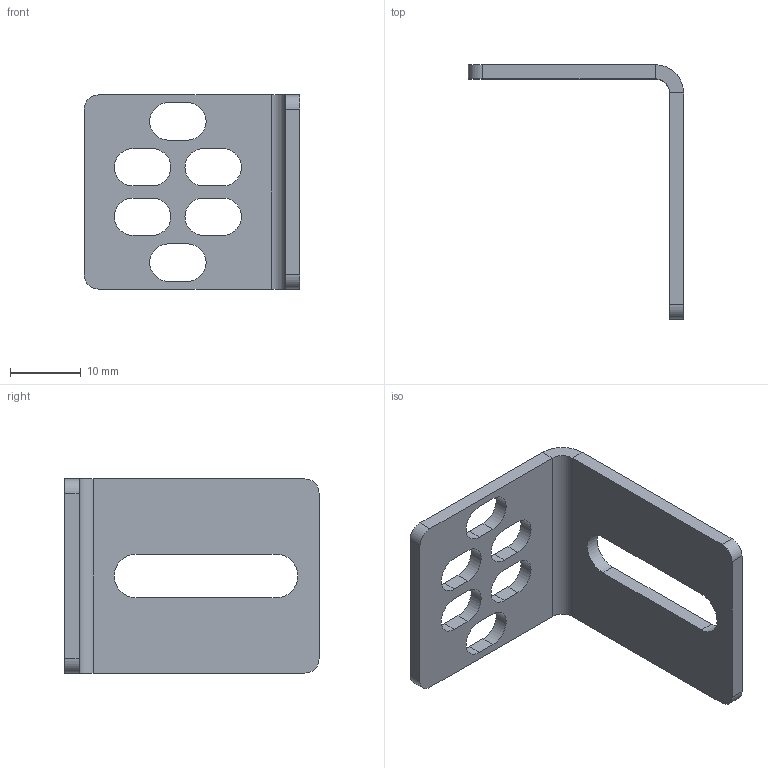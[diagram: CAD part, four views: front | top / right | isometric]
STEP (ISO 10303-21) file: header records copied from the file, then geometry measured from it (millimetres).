
FILE_DESCRIPTION (( 'STEP AP214' ), '1' );
FILE_NAME ('Ñáîðêà1.STEP', '2024-09-16T09:07:56', ( '' ), ( '' ), 'SwSTEP 2.0', 'SolidWorks 2024', '' );
FILE_SCHEMA (( 'AUTOMOTIVE_DESIGN' ));
Length unit declared in the file: millimetre
Products named in the file (2): A23 Крепление для кабель-канала B480 SNSS.00.080_1; Сборка1
Assembly tree (1 placements, depth 2):
  Сборка1
    A23 Крепление для кабель-канала B480 SNSS.00.080_1
Bounding box: 30.5 x 36 x 27.5 mm (x, y, z)
Volume: 2727.5 mm3; surface area: 3466.2 mm2
Topology: 1 solids, 1 shells, 53 faces, 145 edges, 94 vertices
Faces by surface type: cylinder 27, plane 26
Entity records: 1772 total; most frequent: DIRECTION 313, CARTESIAN_POINT 296, ORIENTED_EDGE 290, EDGE_CURVE 145, AXIS2_PLACEMENT_3D 111, VERTEX_POINT 94, VECTOR 91, LINE 91
